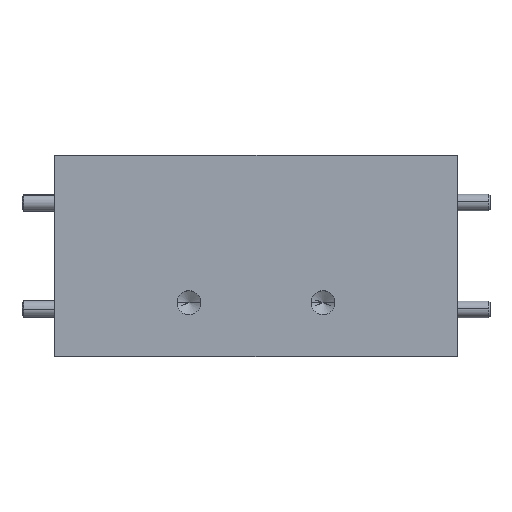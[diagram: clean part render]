
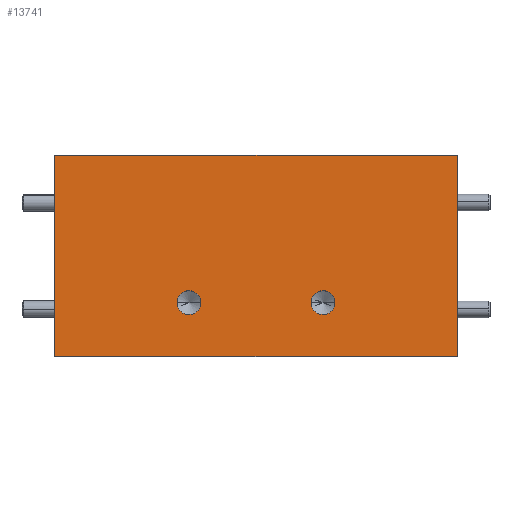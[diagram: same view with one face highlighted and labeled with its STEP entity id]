
A CAD part, top view. The second image highlights one B-rep face of the part: STEP entity #13741.
In plain terms, the highlighted planar face has unit normal (0, 0, 1).
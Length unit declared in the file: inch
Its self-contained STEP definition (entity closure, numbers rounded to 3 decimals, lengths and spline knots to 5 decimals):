
#633 = ORIENTED_EDGE ( 'NONE', *, *, #3261, .F. ) ;
#642 = DIRECTION ( 'NONE',  ( 0., 0., 1. ) ) ;
#667 = CARTESIAN_POINT ( 'NONE',  ( 0.25, 0.2, 0.55 ) ) ;
#758 = DIRECTION ( 'NONE',  ( 1., 0., 0. ) ) ;
#1326 = CARTESIAN_POINT ( 'NONE',  ( -0.2055, 0.2, 0.55 ) ) ;
#1657 = CARTESIAN_POINT ( 'NONE',  ( 0.75, 0.75, 0.55 ) ) ;
#1756 = VERTEX_POINT ( 'NONE', #5000 ) ;
#2482 = ORIENTED_EDGE ( 'NONE', *, *, #3041, .F. ) ;
#2541 = CARTESIAN_POINT ( 'NONE',  ( 0.75, 0.35, 0.55 ) ) ;
#3041 = EDGE_CURVE ( 'NONE', #1756, #14543, #14119, .T. ) ;
#3261 = EDGE_CURVE ( 'NONE', #14543, #1756, #11046, .T. ) ;
#3272 = FACE_BOUND ( 'NONE', #5527, .T. ) ;
#3308 = DIRECTION ( 'NONE',  ( 1., 0., 0. ) ) ;
#3644 = CARTESIAN_POINT ( 'NONE',  ( 0.2945, 0.2, 0.55 ) ) ;
#3778 = VERTEX_POINT ( 'NONE', #6356 ) ;
#3836 = VECTOR ( 'NONE', #8026, 39.37008 ) ;
#3930 = DIRECTION ( 'NONE',  ( 1., 0., 0. ) ) ;
#4310 = DIRECTION ( 'NONE',  ( 0., 0., -1. ) ) ;
#4318 = CIRCLE ( 'NONE', #11477, 0.0445 ) ;
#4455 = VERTEX_POINT ( 'NONE', #1326 ) ;
#4575 = DIRECTION ( 'NONE',  ( 0., 0., 1. ) ) ;
#4835 = CARTESIAN_POINT ( 'NONE',  ( 0.75, 0., 0.55 ) ) ;
#5000 = CARTESIAN_POINT ( 'NONE',  ( 0.2055, 0.2, 0.55 ) ) ;
#5100 = FACE_OUTER_BOUND ( 'NONE', #7066, .T. ) ;
#5466 = AXIS2_PLACEMENT_3D ( 'NONE', #5615, #4310, #8688 ) ;
#5527 = EDGE_LOOP ( 'NONE', ( #7187, #10143 ) ) ;
#5615 = CARTESIAN_POINT ( 'NONE',  ( 0.75, 0.35, 0.55 ) ) ;
#5695 = EDGE_CURVE ( 'NONE', #9092, #4455, #12292, .T. ) ;
#6032 = VERTEX_POINT ( 'NONE', #1657 ) ;
#6356 = CARTESIAN_POINT ( 'NONE',  ( -0.75, 0., 0.55 ) ) ;
#6677 = DIRECTION ( 'NONE',  ( 1., 0., 0. ) ) ;
#6729 = FACE_BOUND ( 'NONE', #12806, .T. ) ;
#6929 = EDGE_CURVE ( 'NONE', #3778, #12429, #15890, .T. ) ;
#7066 = EDGE_LOOP ( 'NONE', ( #9048, #10601, #7129, #7631 ) ) ;
#7129 = ORIENTED_EDGE ( 'NONE', *, *, #15862, .F. ) ;
#7187 = ORIENTED_EDGE ( 'NONE', *, *, #13270, .F. ) ;
#7448 = DIRECTION ( 'NONE',  ( 1., 0., 0. ) ) ;
#7631 = ORIENTED_EDGE ( 'NONE', *, *, #16068, .T. ) ;
#7799 = CARTESIAN_POINT ( 'NONE',  ( -0.75, 0.75, 0.55 ) ) ;
#8026 = DIRECTION ( 'NONE',  ( 0., -1., 0. ) ) ;
#8688 = DIRECTION ( 'NONE',  ( -1., 0., 0. ) ) ;
#8873 = VECTOR ( 'NONE', #15663, 39.37008 ) ;
#9048 = ORIENTED_EDGE ( 'NONE', *, *, #6929, .T. ) ;
#9092 = VERTEX_POINT ( 'NONE', #12648 ) ;
#9345 = LINE ( 'NONE', #7799, #15258 ) ;
#9943 = AXIS2_PLACEMENT_3D ( 'NONE', #667, #4575, #3308 ) ;
#10143 = ORIENTED_EDGE ( 'NONE', *, *, #5695, .F. ) ;
#10315 = EDGE_CURVE ( 'NONE', #6032, #12429, #12374, .T. ) ;
#10601 = ORIENTED_EDGE ( 'NONE', *, *, #10315, .F. ) ;
#11046 = CIRCLE ( 'NONE', #9943, 0.0445 ) ;
#11171 = CARTESIAN_POINT ( 'NONE',  ( 0.75, 0., 0.55 ) ) ;
#11477 = AXIS2_PLACEMENT_3D ( 'NONE', #13821, #642, #758 ) ;
#11968 = VERTEX_POINT ( 'NONE', #13098 ) ;
#12292 = CIRCLE ( 'NONE', #12477, 0.0445 ) ;
#12374 = LINE ( 'NONE', #2541, #8873 ) ;
#12429 = VERTEX_POINT ( 'NONE', #11171 ) ;
#12477 = AXIS2_PLACEMENT_3D ( 'NONE', #12737, #12625, #7448 ) ;
#12625 = DIRECTION ( 'NONE',  ( 0., 0., 1. ) ) ;
#12629 = LINE ( 'NONE', #14382, #3836 ) ;
#12648 = CARTESIAN_POINT ( 'NONE',  ( -0.2945, 0.2, 0.55 ) ) ;
#12737 = CARTESIAN_POINT ( 'NONE',  ( -0.25, 0.2, 0.55 ) ) ;
#12806 = EDGE_LOOP ( 'NONE', ( #633, #2482 ) ) ;
#13098 = CARTESIAN_POINT ( 'NONE',  ( -0.75, 0.75, 0.55 ) ) ;
#13254 = CARTESIAN_POINT ( 'NONE',  ( 0.25, 0.2, 0.55 ) ) ;
#13270 = EDGE_CURVE ( 'NONE', #4455, #9092, #4318, .T. ) ;
#13741 = ADVANCED_FACE ( 'NONE', ( #6729, #3272, #5100 ), #16173, .F. ) ;
#13821 = CARTESIAN_POINT ( 'NONE',  ( -0.25, 0.2, 0.55 ) ) ;
#14119 = CIRCLE ( 'NONE', #14438, 0.0445 ) ;
#14382 = CARTESIAN_POINT ( 'NONE',  ( -0.75, 0.35, 0.55 ) ) ;
#14438 = AXIS2_PLACEMENT_3D ( 'NONE', #13254, #14518, #6677 ) ;
#14518 = DIRECTION ( 'NONE',  ( 0., 0., 1. ) ) ;
#14543 = VERTEX_POINT ( 'NONE', #3644 ) ;
#15258 = VECTOR ( 'NONE', #3930, 39.37008 ) ;
#15343 = DIRECTION ( 'NONE',  ( 1., 0., 0. ) ) ;
#15663 = DIRECTION ( 'NONE',  ( 0., -1., 0. ) ) ;
#15682 = VECTOR ( 'NONE', #15343, 39.37008 ) ;
#15862 = EDGE_CURVE ( 'NONE', #11968, #6032, #9345, .T. ) ;
#15890 = LINE ( 'NONE', #4835, #15682 ) ;
#16068 = EDGE_CURVE ( 'NONE', #11968, #3778, #12629, .T. ) ;
#16173 = PLANE ( 'NONE',  #5466 ) ;
